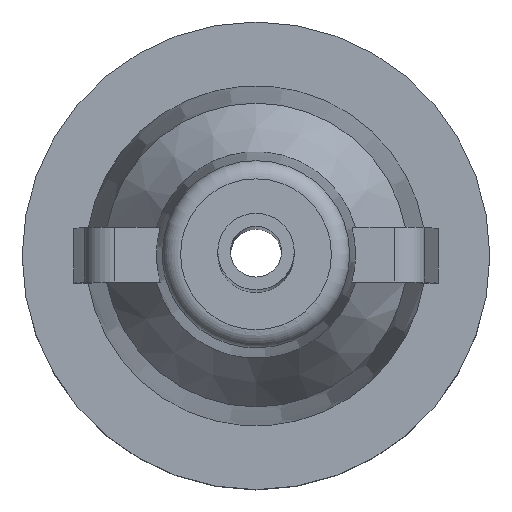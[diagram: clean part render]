
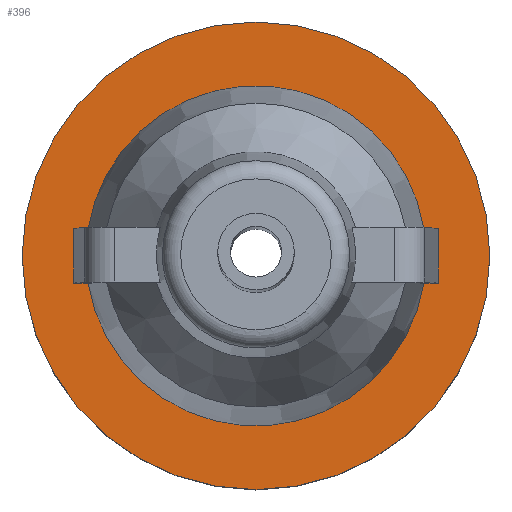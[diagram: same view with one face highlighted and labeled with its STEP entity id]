
A CAD part, top view. The second image highlights one B-rep face of the part: STEP entity #396.
In plain terms, the highlighted planar face has unit normal (0, 0, 1).
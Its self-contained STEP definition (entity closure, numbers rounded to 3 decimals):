
#19=LINE('',#666,#37);
#20=LINE('',#668,#38);
#21=LINE('',#670,#39);
#22=LINE('',#671,#40);
#23=LINE('',#673,#41);
#24=LINE('',#675,#42);
#37=VECTOR('',#510,1000.);
#38=VECTOR('',#511,1000.);
#39=VECTOR('',#512,1000.);
#40=VECTOR('',#513,1000.);
#41=VECTOR('',#514,1000.);
#42=VECTOR('',#515,1000.);
#55=PLANE('',#443);
#68=CIRCLE('',#434,2.8);
#75=CIRCLE('',#444,2.8);
#76=CIRCLE('',#445,3.85);
#109=ORIENTED_EDGE('',*,*,#215,.F.);
#110=ORIENTED_EDGE('',*,*,#216,.T.);
#111=ORIENTED_EDGE('',*,*,#217,.F.);
#112=ORIENTED_EDGE('',*,*,#218,.F.);
#113=ORIENTED_EDGE('',*,*,#201,.F.);
#114=ORIENTED_EDGE('',*,*,#219,.T.);
#115=ORIENTED_EDGE('',*,*,#220,.T.);
#116=ORIENTED_EDGE('',*,*,#221,.F.);
#117=ORIENTED_EDGE('',*,*,#222,.T.);
#201=EDGE_CURVE('',#254,#256,#68,.T.);
#215=EDGE_CURVE('',#267,#268,#75,.T.);
#216=EDGE_CURVE('',#267,#269,#19,.T.);
#217=EDGE_CURVE('',#270,#269,#20,.T.);
#218=EDGE_CURVE('',#256,#270,#21,.T.);
#219=EDGE_CURVE('',#254,#271,#22,.T.);
#220=EDGE_CURVE('',#271,#272,#23,.T.);
#221=EDGE_CURVE('',#268,#272,#24,.T.);
#222=EDGE_CURVE('',#273,#273,#76,.T.);
#254=VERTEX_POINT('',#612);
#256=VERTEX_POINT('',#615);
#267=VERTEX_POINT('',#664);
#268=VERTEX_POINT('',#665);
#269=VERTEX_POINT('',#667);
#270=VERTEX_POINT('',#669);
#271=VERTEX_POINT('',#672);
#272=VERTEX_POINT('',#674);
#273=VERTEX_POINT('',#677);
#310=EDGE_LOOP('',(#109,#110,#111,#112,#113,#114,#115,#116));
#311=EDGE_LOOP('',(#117));
#350=FACE_BOUND('',#310,.T.);
#351=FACE_BOUND('',#311,.T.);
#396=ADVANCED_FACE('',(#350,#351),#55,.F.);
#434=AXIS2_PLACEMENT_3D('',#614,#488,#489);
#443=AXIS2_PLACEMENT_3D('',#662,#506,#507);
#444=AXIS2_PLACEMENT_3D('',#663,#508,#509);
#445=AXIS2_PLACEMENT_3D('',#676,#516,#517);
#488=DIRECTION('',(0.,0.,1.));
#489=DIRECTION('',(1.,0.,0.));
#506=DIRECTION('',(0.,0.,-1.));
#507=DIRECTION('',(-1.,0.,0.));
#508=DIRECTION('',(0.,0.,1.));
#509=DIRECTION('',(1.,0.,0.));
#510=DIRECTION('',(1.,0.,0.));
#511=DIRECTION('',(0.,1.,0.));
#512=DIRECTION('',(1.,0.,0.));
#513=DIRECTION('',(-1.,0.,0.));
#514=DIRECTION('',(0.,1.,0.));
#515=DIRECTION('',(-1.,0.,0.));
#516=DIRECTION('',(0.,0.,1.));
#517=DIRECTION('',(-1.,0.,0.));
#612=CARTESIAN_POINT('',(-2.764,-0.45,3.));
#614=CARTESIAN_POINT('',(0.,0.,3.));
#615=CARTESIAN_POINT('',(2.764,-0.45,3.));
#662=CARTESIAN_POINT('',(2.992,0.,3.));
#663=CARTESIAN_POINT('',(0.,0.,3.));
#664=CARTESIAN_POINT('',(2.764,0.45,3.));
#665=CARTESIAN_POINT('',(-2.764,0.45,3.));
#666=CARTESIAN_POINT('',(2.4,0.45,3.));
#667=CARTESIAN_POINT('',(3.,0.45,3.));
#668=CARTESIAN_POINT('',(3.,-0.45,3.));
#669=CARTESIAN_POINT('',(3.,-0.45,3.));
#670=CARTESIAN_POINT('',(2.4,-0.45,3.));
#671=CARTESIAN_POINT('',(-3.,-0.45,3.));
#672=CARTESIAN_POINT('',(-3.,-0.45,3.));
#673=CARTESIAN_POINT('',(-3.,-0.45,3.));
#674=CARTESIAN_POINT('',(-3.,0.45,3.));
#675=CARTESIAN_POINT('',(-3.,0.45,3.));
#676=CARTESIAN_POINT('',(0.,0.,3.));
#677=CARTESIAN_POINT('',(-3.85,0.,3.));
